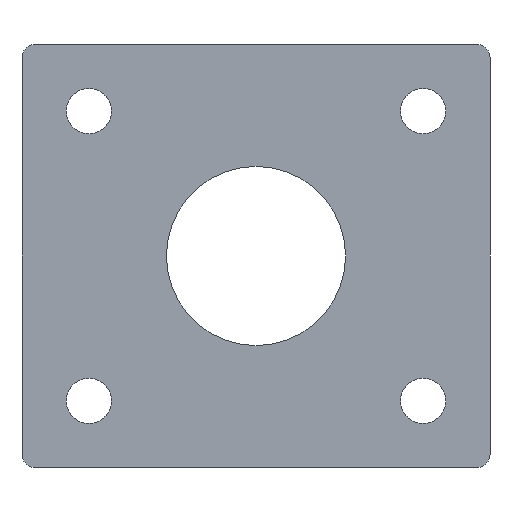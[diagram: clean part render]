
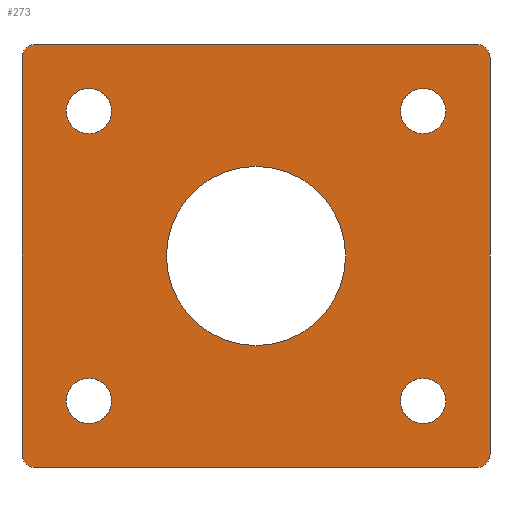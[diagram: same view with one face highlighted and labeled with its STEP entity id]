
A CAD part, front view. The second image highlights one B-rep face of the part: STEP entity #273.
In plain terms, the highlighted planar face has unit normal (0, -1, 0).
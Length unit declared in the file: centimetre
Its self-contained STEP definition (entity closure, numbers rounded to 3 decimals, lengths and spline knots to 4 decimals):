
#18=FACE_BOUND('',#78,.T.);
#19=FACE_BOUND('',#79,.T.);
#20=FACE_BOUND('',#80,.T.);
#21=FACE_BOUND('',#81,.T.);
#22=FACE_BOUND('',#82,.T.);
#33=CIRCLE('',#290,0.3);
#35=CIRCLE('',#293,0.3);
#36=CIRCLE('',#294,0.3);
#37=CIRCLE('',#295,0.3);
#38=CIRCLE('',#296,0.5075);
#39=CIRCLE('',#297,0.5075);
#40=CIRCLE('',#298,0.5075);
#41=CIRCLE('',#299,0.5075);
#42=CIRCLE('',#300,2.01);
#62=FACE_OUTER_BOUND('',#77,.T.);
#77=EDGE_LOOP('',(#205,#206,#207,#208,#209,#210,#211,#212));
#78=EDGE_LOOP('',(#213));
#79=EDGE_LOOP('',(#214));
#80=EDGE_LOOP('',(#215));
#81=EDGE_LOOP('',(#216));
#82=EDGE_LOOP('',(#217));
#106=LINE('',#411,#122);
#110=LINE('',#426,#126);
#111=LINE('',#429,#127);
#112=LINE('',#432,#128);
#122=VECTOR('',#326,9.9);
#126=VECTOR('',#340,8.9);
#127=VECTOR('',#343,8.9);
#128=VECTOR('',#346,9.9);
#138=VERTEX_POINT('',#408);
#139=VERTEX_POINT('',#410);
#141=VERTEX_POINT('',#416);
#143=VERTEX_POINT('',#422);
#144=VERTEX_POINT('',#423);
#145=VERTEX_POINT('',#425);
#146=VERTEX_POINT('',#428);
#147=VERTEX_POINT('',#430);
#148=VERTEX_POINT('',#433);
#149=VERTEX_POINT('',#435);
#150=VERTEX_POINT('',#437);
#151=VERTEX_POINT('',#439);
#152=VERTEX_POINT('',#441);
#164=EDGE_CURVE('',#138,#139,#106,.T.);
#167=EDGE_CURVE('',#141,#138,#33,.T.);
#170=EDGE_CURVE('',#143,#144,#35,.T.);
#171=EDGE_CURVE('',#145,#143,#110,.T.);
#172=EDGE_CURVE('',#139,#145,#36,.T.);
#173=EDGE_CURVE('',#146,#141,#111,.T.);
#174=EDGE_CURVE('',#147,#146,#37,.T.);
#175=EDGE_CURVE('',#144,#147,#112,.T.);
#176=EDGE_CURVE('',#148,#148,#38,.T.);
#177=EDGE_CURVE('',#149,#149,#39,.T.);
#178=EDGE_CURVE('',#150,#150,#40,.T.);
#179=EDGE_CURVE('',#151,#151,#41,.T.);
#180=EDGE_CURVE('',#152,#152,#42,.T.);
#205=ORIENTED_EDGE('',*,*,#170,.F.);
#206=ORIENTED_EDGE('',*,*,#171,.F.);
#207=ORIENTED_EDGE('',*,*,#172,.F.);
#208=ORIENTED_EDGE('',*,*,#164,.F.);
#209=ORIENTED_EDGE('',*,*,#167,.F.);
#210=ORIENTED_EDGE('',*,*,#173,.F.);
#211=ORIENTED_EDGE('',*,*,#174,.F.);
#212=ORIENTED_EDGE('',*,*,#175,.F.);
#213=ORIENTED_EDGE('',*,*,#176,.F.);
#214=ORIENTED_EDGE('',*,*,#177,.F.);
#215=ORIENTED_EDGE('',*,*,#178,.F.);
#216=ORIENTED_EDGE('',*,*,#179,.F.);
#217=ORIENTED_EDGE('',*,*,#180,.F.);
#266=PLANE('',#292);
#273=ADVANCED_FACE('',(#62,#18,#19,#20,#21,#22),#266,.T.);
#290=AXIS2_PLACEMENT_3D('',#417,#331,#332);
#292=AXIS2_PLACEMENT_3D('',#421,#336,#337);
#293=AXIS2_PLACEMENT_3D('',#424,#338,#339);
#294=AXIS2_PLACEMENT_3D('',#427,#341,#342);
#295=AXIS2_PLACEMENT_3D('',#431,#344,#345);
#296=AXIS2_PLACEMENT_3D('',#434,#347,#348);
#297=AXIS2_PLACEMENT_3D('',#436,#349,#350);
#298=AXIS2_PLACEMENT_3D('',#438,#351,#352);
#299=AXIS2_PLACEMENT_3D('',#440,#353,#354);
#300=AXIS2_PLACEMENT_3D('',#442,#355,#356);
#326=DIRECTION('',(1.,0.,0.));
#331=DIRECTION('center_axis',(0.,1.,0.));
#332=DIRECTION('ref_axis',(-1.,0.,0.));
#336=DIRECTION('center_axis',(0.,-1.,0.));
#337=DIRECTION('ref_axis',(0.,0.,-1.));
#338=DIRECTION('center_axis',(0.,1.,0.));
#339=DIRECTION('ref_axis',(1.,0.,0.));
#340=DIRECTION('',(0.,0.,-1.));
#341=DIRECTION('center_axis',(0.,1.,0.));
#342=DIRECTION('ref_axis',(0.,0.,1.));
#343=DIRECTION('',(0.,0.,1.));
#344=DIRECTION('center_axis',(0.,1.,0.));
#345=DIRECTION('ref_axis',(0.,0.,-1.));
#346=DIRECTION('',(-1.,0.,0.));
#347=DIRECTION('center_axis',(0.,-1.,0.));
#348=DIRECTION('ref_axis',(0.,0.,1.));
#349=DIRECTION('center_axis',(0.,-1.,0.));
#350=DIRECTION('ref_axis',(0.,0.,1.));
#351=DIRECTION('center_axis',(0.,-1.,0.));
#352=DIRECTION('ref_axis',(0.,0.,1.));
#353=DIRECTION('center_axis',(0.,-1.,0.));
#354=DIRECTION('ref_axis',(0.,0.,1.));
#355=DIRECTION('center_axis',(0.,-1.,0.));
#356=DIRECTION('ref_axis',(0.,0.,-1.));
#408=CARTESIAN_POINT('',(143.2,3.8,-39.45));
#410=CARTESIAN_POINT('',(153.1,3.8,-39.45));
#411=CARTESIAN_POINT('',(143.2,3.8,-39.45));
#416=CARTESIAN_POINT('',(142.9,3.8,-39.75));
#417=CARTESIAN_POINT('Origin',(143.2,3.8,-39.75));
#421=CARTESIAN_POINT('Origin',(0.,3.8,0.));
#422=CARTESIAN_POINT('',(153.4,3.8,-48.65));
#423=CARTESIAN_POINT('',(153.1,3.8,-48.95));
#424=CARTESIAN_POINT('Origin',(153.1,3.8,-48.65));
#425=CARTESIAN_POINT('',(153.4,3.8,-39.75));
#426=CARTESIAN_POINT('',(153.4,3.8,-39.75));
#427=CARTESIAN_POINT('Origin',(153.1,3.8,-39.75));
#428=CARTESIAN_POINT('',(142.9,3.8,-48.65));
#429=CARTESIAN_POINT('',(142.9,3.8,-48.65));
#430=CARTESIAN_POINT('',(143.2,3.8,-48.95));
#431=CARTESIAN_POINT('Origin',(143.2,3.8,-48.65));
#432=CARTESIAN_POINT('',(153.1,3.8,-48.95));
#433=CARTESIAN_POINT('',(151.9,3.8,-41.4575));
#434=CARTESIAN_POINT('Origin',(151.9,3.8,-40.95));
#435=CARTESIAN_POINT('',(151.9,3.8,-47.9575));
#436=CARTESIAN_POINT('Origin',(151.9,3.8,-47.45));
#437=CARTESIAN_POINT('',(144.4,3.8,-47.9575));
#438=CARTESIAN_POINT('Origin',(144.4,3.8,-47.45));
#439=CARTESIAN_POINT('',(144.4,3.8,-41.4575));
#440=CARTESIAN_POINT('Origin',(144.4,3.8,-40.95));
#441=CARTESIAN_POINT('',(148.15,3.8,-42.19));
#442=CARTESIAN_POINT('Origin',(148.15,3.8,-44.2));
